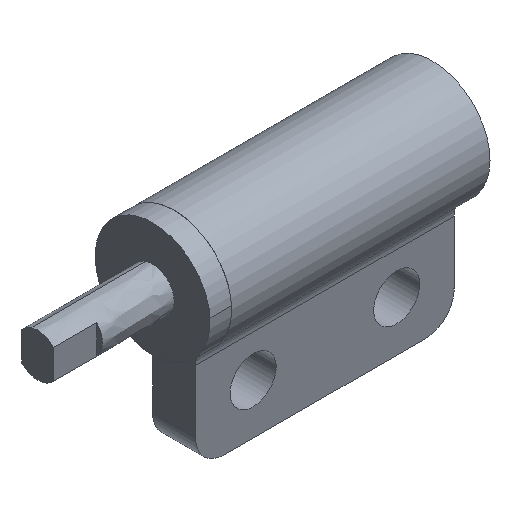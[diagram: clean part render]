
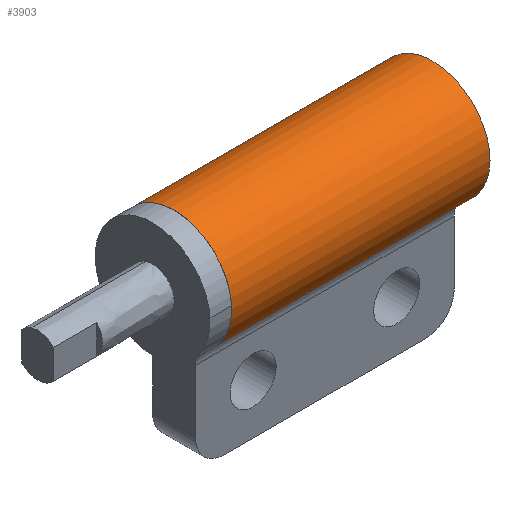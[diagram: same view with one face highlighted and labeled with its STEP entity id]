
A CAD part, isometric view. The second image highlights one B-rep face of the part: STEP entity #3903.
In plain terms, the highlighted free-form (B-spline) face has degree [1, 2] with [2, 7] control points.
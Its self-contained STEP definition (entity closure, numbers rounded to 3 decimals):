
#3786=CARTESIAN_POINT('',(-24.5,-2.182,3.353));
#3787=VERTEX_POINT('',#3786);
#3801=CARTESIAN_POINT('',(-6.5,-2.182,3.353));
#3802=VERTEX_POINT('',#3801);
#3803=CARTESIAN_POINT('',(-6.5,-2.182,3.353));
#3804=CARTESIAN_POINT('',(-24.5,-2.182,3.353));
#3805=QUASI_UNIFORM_CURVE('',1,(#3803,#3804),.UNSPECIFIED.,.F.,.U.);
#3806=EDGE_CURVE('',#3802,#3787,#3805,.T.);
#3831=CARTESIAN_POINT('',(-6.05,-2.087,3.413));
#3832=CARTESIAN_POINT('',(-24.961,-2.087,3.413));
#3833=CARTESIAN_POINT('',(-6.05,-6.154,0.926));
#3834=CARTESIAN_POINT('',(-24.961,-6.154,0.926));
#3835=CARTESIAN_POINT('',(-6.05,-2.998,-2.648));
#3836=CARTESIAN_POINT('',(-24.961,-2.998,-2.648));
#3837=CARTESIAN_POINT('',(-6.05,0.157,-6.221));
#3838=CARTESIAN_POINT('',(-24.961,0.157,-6.221));
#3839=CARTESIAN_POINT('',(-6.05,3.128,-2.493));
#3840=CARTESIAN_POINT('',(-24.961,3.128,-2.493));
#3841=CARTESIAN_POINT('',(-6.05,6.099,1.235));
#3842=CARTESIAN_POINT('',(-24.961,6.099,1.235));
#3843=CARTESIAN_POINT('',(-6.05,1.912,3.513));
#3844=CARTESIAN_POINT('',(-24.961,1.912,3.513));
#3852=(BOUNDED_SURFACE()B_SPLINE_SURFACE(1,2,((#3831,#3833,#3835,#3837,#3839,#3841,#3843),(#3832,#3834,#3836,#3838,#3840,#3842,#3844)),.UNSPECIFIED.,.F.,.F.,.U.)B_SPLINE_SURFACE_WITH_KNOTS((2,2),(3,2,2,3),(0.0,18.911),(0.0,7.461,14.922,22.383),.UNSPECIFIED.)GEOMETRIC_REPRESENTATION_ITEM()RATIONAL_B_SPLINE_SURFACE(((1.0,0.643,1.0,0.643,1.0,0.643,1.0),(1.0,0.643,1.0,0.643,1.0,0.643,1.0)))REPRESENTATION_ITEM('')SURFACE());
#3853=CARTESIAN_POINT('',(-24.5,2.182,3.353));
#3854=VERTEX_POINT('',#3853);
#3855=CARTESIAN_POINT('',(-24.5,2.182,3.353));
#3856=CARTESIAN_POINT('',(-24.5,4.684,1.724));
#3857=CARTESIAN_POINT('',(-24.5,3.835,-1.138));
#3858=CARTESIAN_POINT('',(-24.5,2.985,-4.));
#3859=CARTESIAN_POINT('',(-24.5,0.0,-4.0));
#3860=CARTESIAN_POINT('',(-24.5,-2.985,-4.));
#3861=CARTESIAN_POINT('',(-24.5,-3.835,-1.138));
#3862=CARTESIAN_POINT('',(-24.5,-4.684,1.724));
#3863=CARTESIAN_POINT('',(-24.5,-2.182,3.353));
#3871=(BOUNDED_CURVE()B_SPLINE_CURVE(2,(#3855,#3856,#3857,#3858,#3859,#3860,#3861,#3862,#3863),.UNSPECIFIED.,.F.,.U.)B_SPLINE_CURVE_WITH_KNOTS((3,2,2,2,3),(0.0,0.25,0.5,0.75,1.0),.UNSPECIFIED.)CURVE()GEOMETRIC_REPRESENTATION_ITEM()RATIONAL_B_SPLINE_CURVE((1.0,0.801,1.0,0.801,1.0,0.801,1.0,0.801,1.0))REPRESENTATION_ITEM(''));
#3872=EDGE_CURVE('',#3854,#3787,#3871,.T.);
#3873=ORIENTED_EDGE('',*,*,#3872,.F.);
#3874=CARTESIAN_POINT('',(-6.5,2.182,3.353));
#3875=VERTEX_POINT('',#3874);
#3876=CARTESIAN_POINT('',(-6.5,2.182,3.353));
#3877=CARTESIAN_POINT('',(-24.5,2.182,3.353));
#3878=QUASI_UNIFORM_CURVE('',1,(#3876,#3877),.UNSPECIFIED.,.F.,.U.);
#3879=EDGE_CURVE('',#3875,#3854,#3878,.T.);
#3880=ORIENTED_EDGE('',*,*,#3879,.F.);
#3881=CARTESIAN_POINT('',(-6.5,2.182,3.353));
#3882=CARTESIAN_POINT('',(-6.5,4.684,1.724));
#3883=CARTESIAN_POINT('',(-6.5,3.835,-1.138));
#3884=CARTESIAN_POINT('',(-6.5,2.985,-4.));
#3885=CARTESIAN_POINT('',(-6.5,0.0,-4.0));
#3886=CARTESIAN_POINT('',(-6.5,-2.985,-4.));
#3887=CARTESIAN_POINT('',(-6.5,-3.835,-1.138));
#3888=CARTESIAN_POINT('',(-6.5,-4.684,1.724));
#3889=CARTESIAN_POINT('',(-6.5,-2.182,3.353));
#3897=(BOUNDED_CURVE()B_SPLINE_CURVE(2,(#3881,#3882,#3883,#3884,#3885,#3886,#3887,#3888,#3889),.UNSPECIFIED.,.F.,.U.)B_SPLINE_CURVE_WITH_KNOTS((3,2,2,2,3),(0.0,0.25,0.5,0.75,1.0),.UNSPECIFIED.)CURVE()GEOMETRIC_REPRESENTATION_ITEM()RATIONAL_B_SPLINE_CURVE((1.0,0.801,1.0,0.801,1.0,0.801,1.0,0.801,1.0))REPRESENTATION_ITEM(''));
#3898=EDGE_CURVE('',#3875,#3802,#3897,.T.);
#3899=ORIENTED_EDGE('',*,*,#3898,.T.);
#3900=ORIENTED_EDGE('',*,*,#3806,.T.);
#3901=EDGE_LOOP('',(#3873,#3880,#3899,#3900));
#3902=FACE_OUTER_BOUND('',#3901,.T.);
#3903=ADVANCED_FACE('',(#3902),#3852,.T.);
